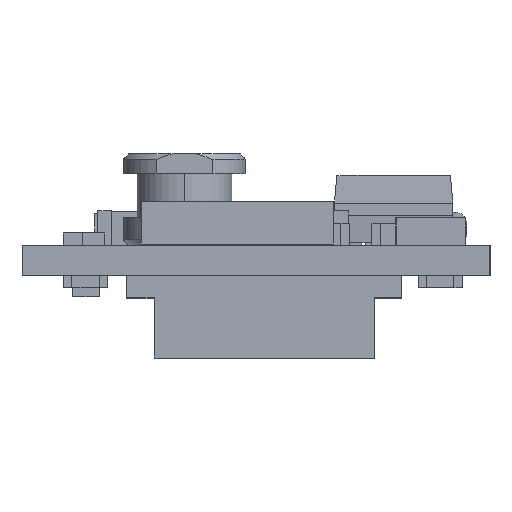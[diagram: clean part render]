
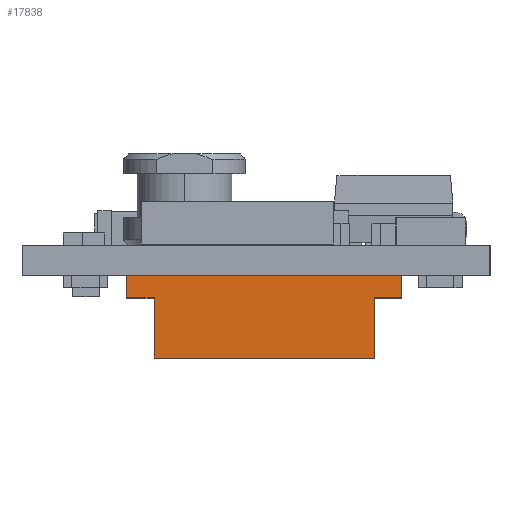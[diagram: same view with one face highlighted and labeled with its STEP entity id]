
A CAD part, left-side view. The second image highlights one B-rep face of the part: STEP entity #17838.
In plain terms, the highlighted face is planar.
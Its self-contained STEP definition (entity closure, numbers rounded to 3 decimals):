
#10326 = PLANE('',#10327);
#10327 = AXIS2_PLACEMENT_3D('',#10328,#10329,#10330);
#10328 = CARTESIAN_POINT('',(0.,2.2,0.));
#10329 = DIRECTION('',(0.,1.,0.));
#10330 = DIRECTION('',(0.,0.,1.));
#10531 = PLANE('',#10532);
#10532 = AXIS2_PLACEMENT_3D('',#10533,#10534,#10535);
#10533 = CARTESIAN_POINT('',(0.,-0.8,0.));
#10534 = DIRECTION('',(0.,0.,1.));
#10535 = DIRECTION('',(1.,0.,0.));
#11882 = VERTEX_POINT('',#11883);
#11883 = CARTESIAN_POINT('',(6.9,2.2,-1.));
#11897 = PLANE('',#11898);
#11898 = AXIS2_PLACEMENT_3D('',#11899,#11900,#11901);
#11899 = CARTESIAN_POINT('',(0.,2.2,-1.));
#11900 = DIRECTION('',(0.,0.,-1.));
#11901 = DIRECTION('',(-1.,0.,0.));
#11909 = EDGE_CURVE('',#11882,#11910,#11912,.T.);
#11910 = VERTEX_POINT('',#11911);
#11911 = CARTESIAN_POINT('',(6.9,2.2,-9.));
#11912 = SURFACE_CURVE('',#11913,(#11917,#11924),.PCURVE_S1.);
#11913 = LINE('',#11914,#11915);
#11914 = CARTESIAN_POINT('',(6.9,2.2,-9.));
#11915 = VECTOR('',#11916,1.);
#11916 = DIRECTION('',(0.,0.,-1.));
#11917 = PCURVE('',#10326,#11918);
#11918 = DEFINITIONAL_REPRESENTATION('',(#11919),#11923);
#11919 = LINE('',#11920,#11921);
#11920 = CARTESIAN_POINT('',(-9.,6.9));
#11921 = VECTOR('',#11922,1.);
#11922 = DIRECTION('',(-1.,0.));
#11923 = ( GEOMETRIC_REPRESENTATION_CONTEXT(2) 
PARAMETRIC_REPRESENTATION_CONTEXT() REPRESENTATION_CONTEXT('2D SPACE',''
  ) );
#11924 = PCURVE('',#11925,#11930);
#11925 = PLANE('',#11926);
#11926 = AXIS2_PLACEMENT_3D('',#11927,#11928,#11929);
#11927 = CARTESIAN_POINT('',(6.9,-0.8,0.));
#11928 = DIRECTION('',(1.,0.,0.));
#11929 = DIRECTION('',(0.,0.,-1.));
#11930 = DEFINITIONAL_REPRESENTATION('',(#11931),#11935);
#11931 = LINE('',#11932,#11933);
#11932 = CARTESIAN_POINT('',(9.,3.));
#11933 = VECTOR('',#11934,1.);
#11934 = DIRECTION('',(1.,0.));
#11935 = ( GEOMETRIC_REPRESENTATION_CONTEXT(2) 
PARAMETRIC_REPRESENTATION_CONTEXT() REPRESENTATION_CONTEXT('2D SPACE',''
  ) );
#11951 = PLANE('',#11952);
#11952 = AXIS2_PLACEMENT_3D('',#11953,#11954,#11955);
#11953 = CARTESIAN_POINT('',(0.,2.2,-9.));
#11954 = DIRECTION('',(0.,0.,1.));
#11955 = DIRECTION('',(1.,0.,0.));
#12306 = EDGE_CURVE('',#12307,#12309,#12311,.T.);
#12307 = VERTEX_POINT('',#12308);
#12308 = CARTESIAN_POINT('',(6.9,0.,0.));
#12309 = VERTEX_POINT('',#12310);
#12310 = CARTESIAN_POINT('',(6.9,0.,-1.));
#12311 = SURFACE_CURVE('',#12312,(#12316,#12328),.PCURVE_S1.);
#12312 = LINE('',#12313,#12314);
#12313 = CARTESIAN_POINT('',(6.9,0.,0.));
#12314 = VECTOR('',#12315,1.);
#12315 = DIRECTION('',(0.,0.,-1.));
#12316 = PCURVE('',#12317,#12322);
#12317 = PLANE('',#12318);
#12318 = AXIS2_PLACEMENT_3D('',#12319,#12320,#12321);
#12319 = CARTESIAN_POINT('',(0.,0.,0.));
#12320 = DIRECTION('',(0.,1.,0.));
#12321 = DIRECTION('',(0.,0.,1.));
#12322 = DEFINITIONAL_REPRESENTATION('',(#12323),#12327);
#12323 = LINE('',#12324,#12325);
#12324 = CARTESIAN_POINT('',(0.,6.9));
#12325 = VECTOR('',#12326,1.);
#12326 = DIRECTION('',(-1.,0.));
#12327 = ( GEOMETRIC_REPRESENTATION_CONTEXT(2) 
PARAMETRIC_REPRESENTATION_CONTEXT() REPRESENTATION_CONTEXT('2D SPACE',''
  ) );
#12328 = PCURVE('',#11925,#12329);
#12329 = DEFINITIONAL_REPRESENTATION('',(#12330),#12334);
#12330 = LINE('',#12331,#12332);
#12331 = CARTESIAN_POINT('',(0.,0.8));
#12332 = VECTOR('',#12333,1.);
#12333 = DIRECTION('',(1.,0.));
#12334 = ( GEOMETRIC_REPRESENTATION_CONTEXT(2) 
PARAMETRIC_REPRESENTATION_CONTEXT() REPRESENTATION_CONTEXT('2D SPACE',''
  ) );
#13542 = PLANE('',#13543);
#13543 = AXIS2_PLACEMENT_3D('',#13544,#13545,#13546);
#13544 = CARTESIAN_POINT('',(0.,0.,0.));
#13545 = DIRECTION('',(0.,1.,0.));
#13546 = DIRECTION('',(0.,0.,1.));
#13567 = VERTEX_POINT('',#13568);
#13568 = CARTESIAN_POINT('',(6.9,0.,-9.));
#13589 = EDGE_CURVE('',#13567,#13590,#13592,.T.);
#13590 = VERTEX_POINT('',#13591);
#13591 = CARTESIAN_POINT('',(6.9,0.,-10.));
#13592 = SURFACE_CURVE('',#13593,(#13597,#13604),.PCURVE_S1.);
#13593 = LINE('',#13594,#13595);
#13594 = CARTESIAN_POINT('',(6.9,0.,0.));
#13595 = VECTOR('',#13596,1.);
#13596 = DIRECTION('',(0.,0.,-1.));
#13597 = PCURVE('',#13542,#13598);
#13598 = DEFINITIONAL_REPRESENTATION('',(#13599),#13603);
#13599 = LINE('',#13600,#13601);
#13600 = CARTESIAN_POINT('',(0.,6.9));
#13601 = VECTOR('',#13602,1.);
#13602 = DIRECTION('',(-1.,0.));
#13603 = ( GEOMETRIC_REPRESENTATION_CONTEXT(2) 
PARAMETRIC_REPRESENTATION_CONTEXT() REPRESENTATION_CONTEXT('2D SPACE',''
  ) );
#13604 = PCURVE('',#11925,#13605);
#13605 = DEFINITIONAL_REPRESENTATION('',(#13606),#13610);
#13606 = LINE('',#13607,#13608);
#13607 = CARTESIAN_POINT('',(0.,0.8));
#13608 = VECTOR('',#13609,1.);
#13609 = DIRECTION('',(1.,0.));
#13610 = ( GEOMETRIC_REPRESENTATION_CONTEXT(2) 
PARAMETRIC_REPRESENTATION_CONTEXT() REPRESENTATION_CONTEXT('2D SPACE',''
  ) );
#13626 = PLANE('',#13627);
#13627 = AXIS2_PLACEMENT_3D('',#13628,#13629,#13630);
#13628 = CARTESIAN_POINT('',(0.,-0.8,-10.));
#13629 = DIRECTION('',(0.,0.,1.));
#13630 = DIRECTION('',(1.,0.,0.));
#16127 = PLANE('',#16128);
#16128 = AXIS2_PLACEMENT_3D('',#16129,#16130,#16131);
#16129 = CARTESIAN_POINT('',(0.,-0.8,0.));
#16130 = DIRECTION('',(0.,1.,0.));
#16131 = DIRECTION('',(0.,0.,1.));
#17720 = EDGE_CURVE('',#17721,#13590,#17723,.T.);
#17721 = VERTEX_POINT('',#17722);
#17722 = CARTESIAN_POINT('',(6.9,-0.8,-10.));
#17723 = SURFACE_CURVE('',#17724,(#17728,#17735),.PCURVE_S1.);
#17724 = LINE('',#17725,#17726);
#17725 = CARTESIAN_POINT('',(6.9,-0.8,-10.));
#17726 = VECTOR('',#17727,1.);
#17727 = DIRECTION('',(0.,1.,0.));
#17728 = PCURVE('',#13626,#17729);
#17729 = DEFINITIONAL_REPRESENTATION('',(#17730),#17734);
#17730 = LINE('',#17731,#17732);
#17731 = CARTESIAN_POINT('',(6.9,0.));
#17732 = VECTOR('',#17733,1.);
#17733 = DIRECTION('',(0.,1.));
#17734 = ( GEOMETRIC_REPRESENTATION_CONTEXT(2) 
PARAMETRIC_REPRESENTATION_CONTEXT() REPRESENTATION_CONTEXT('2D SPACE',''
  ) );
#17735 = PCURVE('',#11925,#17736);
#17736 = DEFINITIONAL_REPRESENTATION('',(#17737),#17741);
#17737 = LINE('',#17738,#17739);
#17738 = CARTESIAN_POINT('',(10.,0.));
#17739 = VECTOR('',#17740,1.);
#17740 = DIRECTION('',(0.,1.));
#17741 = ( GEOMETRIC_REPRESENTATION_CONTEXT(2) 
PARAMETRIC_REPRESENTATION_CONTEXT() REPRESENTATION_CONTEXT('2D SPACE',''
  ) );
#17838 = ADVANCED_FACE('',(#17839),#11925,.T.);
#17839 = FACE_BOUND('',#17840,.T.);
#17840 = EDGE_LOOP('',(#17841,#17842,#17865,#17886,#17887,#17888,#17909,
    #17910));
#17841 = ORIENTED_EDGE('',*,*,#12306,.F.);
#17842 = ORIENTED_EDGE('',*,*,#17843,.F.);
#17843 = EDGE_CURVE('',#17844,#12307,#17846,.T.);
#17844 = VERTEX_POINT('',#17845);
#17845 = CARTESIAN_POINT('',(6.9,-0.8,0.));
#17846 = SURFACE_CURVE('',#17847,(#17851,#17858),.PCURVE_S1.);
#17847 = LINE('',#17848,#17849);
#17848 = CARTESIAN_POINT('',(6.9,-0.8,0.));
#17849 = VECTOR('',#17850,1.);
#17850 = DIRECTION('',(0.,1.,0.));
#17851 = PCURVE('',#11925,#17852);
#17852 = DEFINITIONAL_REPRESENTATION('',(#17853),#17857);
#17853 = LINE('',#17854,#17855);
#17854 = CARTESIAN_POINT('',(0.,0.));
#17855 = VECTOR('',#17856,1.);
#17856 = DIRECTION('',(0.,1.));
#17857 = ( GEOMETRIC_REPRESENTATION_CONTEXT(2) 
PARAMETRIC_REPRESENTATION_CONTEXT() REPRESENTATION_CONTEXT('2D SPACE',''
  ) );
#17858 = PCURVE('',#10531,#17859);
#17859 = DEFINITIONAL_REPRESENTATION('',(#17860),#17864);
#17860 = LINE('',#17861,#17862);
#17861 = CARTESIAN_POINT('',(6.9,0.));
#17862 = VECTOR('',#17863,1.);
#17863 = DIRECTION('',(0.,1.));
#17864 = ( GEOMETRIC_REPRESENTATION_CONTEXT(2) 
PARAMETRIC_REPRESENTATION_CONTEXT() REPRESENTATION_CONTEXT('2D SPACE',''
  ) );
#17865 = ORIENTED_EDGE('',*,*,#17866,.T.);
#17866 = EDGE_CURVE('',#17844,#17721,#17867,.T.);
#17867 = SURFACE_CURVE('',#17868,(#17872,#17879),.PCURVE_S1.);
#17868 = LINE('',#17869,#17870);
#17869 = CARTESIAN_POINT('',(6.9,-0.8,0.));
#17870 = VECTOR('',#17871,1.);
#17871 = DIRECTION('',(0.,0.,-1.));
#17872 = PCURVE('',#11925,#17873);
#17873 = DEFINITIONAL_REPRESENTATION('',(#17874),#17878);
#17874 = LINE('',#17875,#17876);
#17875 = CARTESIAN_POINT('',(0.,0.));
#17876 = VECTOR('',#17877,1.);
#17877 = DIRECTION('',(1.,0.));
#17878 = ( GEOMETRIC_REPRESENTATION_CONTEXT(2) 
PARAMETRIC_REPRESENTATION_CONTEXT() REPRESENTATION_CONTEXT('2D SPACE',''
  ) );
#17879 = PCURVE('',#16127,#17880);
#17880 = DEFINITIONAL_REPRESENTATION('',(#17881),#17885);
#17881 = LINE('',#17882,#17883);
#17882 = CARTESIAN_POINT('',(0.,6.9));
#17883 = VECTOR('',#17884,1.);
#17884 = DIRECTION('',(-1.,0.));
#17885 = ( GEOMETRIC_REPRESENTATION_CONTEXT(2) 
PARAMETRIC_REPRESENTATION_CONTEXT() REPRESENTATION_CONTEXT('2D SPACE',''
  ) );
#17886 = ORIENTED_EDGE('',*,*,#17720,.T.);
#17887 = ORIENTED_EDGE('',*,*,#13589,.F.);
#17888 = ORIENTED_EDGE('',*,*,#17889,.F.);
#17889 = EDGE_CURVE('',#11910,#13567,#17890,.T.);
#17890 = SURFACE_CURVE('',#17891,(#17895,#17902),.PCURVE_S1.);
#17891 = LINE('',#17892,#17893);
#17892 = CARTESIAN_POINT('',(6.9,2.2,-9.));
#17893 = VECTOR('',#17894,1.);
#17894 = DIRECTION('',(0.,-1.,0.));
#17895 = PCURVE('',#11925,#17896);
#17896 = DEFINITIONAL_REPRESENTATION('',(#17897),#17901);
#17897 = LINE('',#17898,#17899);
#17898 = CARTESIAN_POINT('',(9.,3.));
#17899 = VECTOR('',#17900,1.);
#17900 = DIRECTION('',(0.,-1.));
#17901 = ( GEOMETRIC_REPRESENTATION_CONTEXT(2) 
PARAMETRIC_REPRESENTATION_CONTEXT() REPRESENTATION_CONTEXT('2D SPACE',''
  ) );
#17902 = PCURVE('',#11951,#17903);
#17903 = DEFINITIONAL_REPRESENTATION('',(#17904),#17908);
#17904 = LINE('',#17905,#17906);
#17905 = CARTESIAN_POINT('',(6.9,0.));
#17906 = VECTOR('',#17907,1.);
#17907 = DIRECTION('',(0.,-1.));
#17908 = ( GEOMETRIC_REPRESENTATION_CONTEXT(2) 
PARAMETRIC_REPRESENTATION_CONTEXT() REPRESENTATION_CONTEXT('2D SPACE',''
  ) );
#17909 = ORIENTED_EDGE('',*,*,#11909,.F.);
#17910 = ORIENTED_EDGE('',*,*,#17911,.T.);
#17911 = EDGE_CURVE('',#11882,#12309,#17912,.T.);
#17912 = SURFACE_CURVE('',#17913,(#17917,#17924),.PCURVE_S1.);
#17913 = LINE('',#17914,#17915);
#17914 = CARTESIAN_POINT('',(6.9,2.2,-1.));
#17915 = VECTOR('',#17916,1.);
#17916 = DIRECTION('',(0.,-1.,0.));
#17917 = PCURVE('',#11925,#17918);
#17918 = DEFINITIONAL_REPRESENTATION('',(#17919),#17923);
#17919 = LINE('',#17920,#17921);
#17920 = CARTESIAN_POINT('',(1.,3.));
#17921 = VECTOR('',#17922,1.);
#17922 = DIRECTION('',(0.,-1.));
#17923 = ( GEOMETRIC_REPRESENTATION_CONTEXT(2) 
PARAMETRIC_REPRESENTATION_CONTEXT() REPRESENTATION_CONTEXT('2D SPACE',''
  ) );
#17924 = PCURVE('',#11897,#17925);
#17925 = DEFINITIONAL_REPRESENTATION('',(#17926),#17930);
#17926 = LINE('',#17927,#17928);
#17927 = CARTESIAN_POINT('',(-6.9,0.));
#17928 = VECTOR('',#17929,1.);
#17929 = DIRECTION('',(0.,-1.));
#17930 = ( GEOMETRIC_REPRESENTATION_CONTEXT(2) 
PARAMETRIC_REPRESENTATION_CONTEXT() REPRESENTATION_CONTEXT('2D SPACE',''
  ) );
